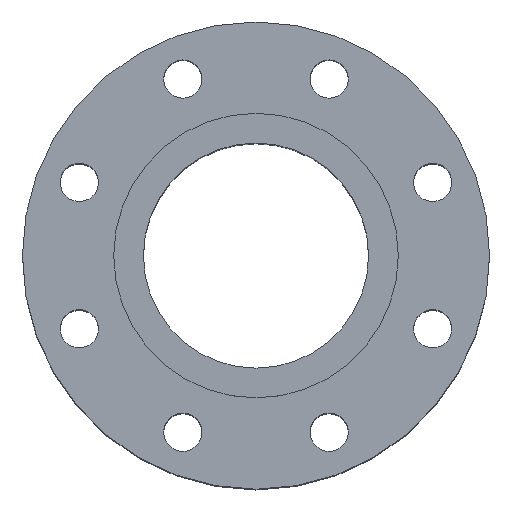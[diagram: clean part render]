
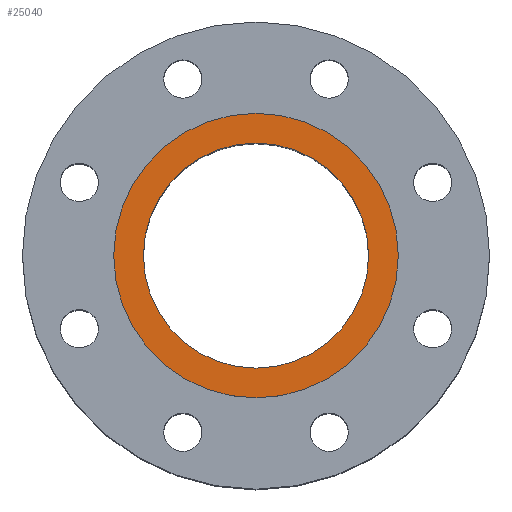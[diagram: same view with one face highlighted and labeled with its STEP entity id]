
A CAD part, top view. The second image highlights one B-rep face of the part: STEP entity #25040.
In plain terms, the highlighted planar face has unit normal (0, 0, 1).
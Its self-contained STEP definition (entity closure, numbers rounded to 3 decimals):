
#50 = FACE_BOUND ( 'NONE', #14358, .T. ) ;
#141 = DIRECTION ( 'NONE',  ( 1., 0., 0. ) ) ;
#1784 = EDGE_CURVE ( 'NONE', #20490, #19673, #24367, .T. ) ;
#3393 = AXIS2_PLACEMENT_3D ( 'NONE', #28959, #17802, #141 ) ;
#5498 = VERTEX_POINT ( 'NONE', #11977 ) ;
#5798 = ORIENTED_EDGE ( 'NONE', *, *, #25483, .F. ) ;
#6063 = AXIS2_PLACEMENT_3D ( 'NONE', #7834, #23558, #21664 ) ;
#6345 = ORIENTED_EDGE ( 'NONE', *, *, #1784, .F. ) ;
#6788 = DIRECTION ( 'NONE',  ( 0., 0., 1. ) ) ;
#6821 = CARTESIAN_POINT ( 'NONE',  ( 0., 67., 0. ) ) ;
#6843 = CARTESIAN_POINT ( 'NONE',  ( -67., 0., 0. ) ) ;
#7573 = CARTESIAN_POINT ( 'NONE',  ( 0., 0., 0. ) ) ;
#7834 = CARTESIAN_POINT ( 'NONE',  ( 0., 0., 0. ) ) ;
#10629 = EDGE_CURVE ( 'NONE', #5498, #13708, #14664, .T. ) ;
#11708 = AXIS2_PLACEMENT_3D ( 'NONE', #6821, #26957, #24452 ) ;
#11977 = CARTESIAN_POINT ( 'NONE',  ( 67., 0., 0. ) ) ;
#11991 = CARTESIAN_POINT ( 'NONE',  ( -53., 0., 0. ) ) ;
#12088 = CIRCLE ( 'NONE', #18188, 67. ) ;
#13157 = FACE_OUTER_BOUND ( 'NONE', #22264, .T. ) ;
#13708 = VERTEX_POINT ( 'NONE', #6843 ) ;
#14358 = EDGE_LOOP ( 'NONE', ( #5798, #6345 ) ) ;
#14664 = CIRCLE ( 'NONE', #3393, 67. ) ;
#15009 = CIRCLE ( 'NONE', #28156, 53. ) ;
#15752 = DIRECTION ( 'NONE',  ( 1., 0., 0. ) ) ;
#17705 = PLANE ( 'NONE',  #11708 ) ;
#17802 = DIRECTION ( 'NONE',  ( 0., 0., 1. ) ) ;
#18188 = AXIS2_PLACEMENT_3D ( 'NONE', #7573, #20802, #22993 ) ;
#18745 = CARTESIAN_POINT ( 'NONE',  ( 53., 0., 0. ) ) ;
#19030 = EDGE_CURVE ( 'NONE', #13708, #5498, #12088, .T. ) ;
#19673 = VERTEX_POINT ( 'NONE', #18745 ) ;
#20490 = VERTEX_POINT ( 'NONE', #11991 ) ;
#20802 = DIRECTION ( 'NONE',  ( 0., 0., 1. ) ) ;
#21664 = DIRECTION ( 'NONE',  ( 1., 0., 0. ) ) ;
#22264 = EDGE_LOOP ( 'NONE', ( #24151, #26243 ) ) ;
#22993 = DIRECTION ( 'NONE',  ( 1., 0., 0. ) ) ;
#23558 = DIRECTION ( 'NONE',  ( 0., 0., 1. ) ) ;
#24151 = ORIENTED_EDGE ( 'NONE', *, *, #10629, .T. ) ;
#24367 = CIRCLE ( 'NONE', #6063, 53. ) ;
#24452 = DIRECTION ( 'NONE',  ( -1., 0., 0. ) ) ;
#25040 = ADVANCED_FACE ( 'NONE', ( #50, #13157 ), #17705, .F. ) ;
#25483 = EDGE_CURVE ( 'NONE', #19673, #20490, #15009, .T. ) ;
#26243 = ORIENTED_EDGE ( 'NONE', *, *, #19030, .T. ) ;
#26922 = CARTESIAN_POINT ( 'NONE',  ( 0., 0., 0. ) ) ;
#26957 = DIRECTION ( 'NONE',  ( 0., 0., -1. ) ) ;
#28156 = AXIS2_PLACEMENT_3D ( 'NONE', #26922, #6788, #15752 ) ;
#28959 = CARTESIAN_POINT ( 'NONE',  ( 0., 0., 0. ) ) ;
